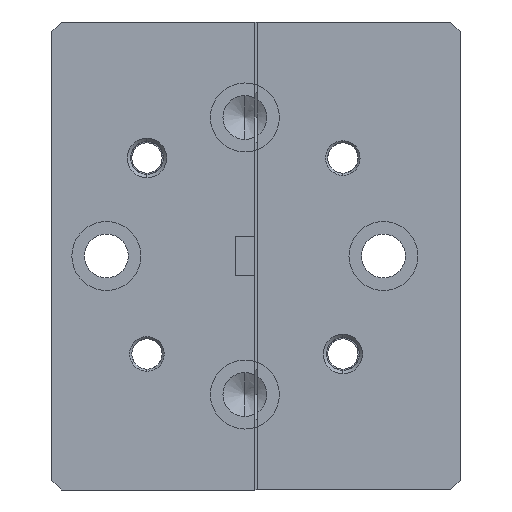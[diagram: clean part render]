
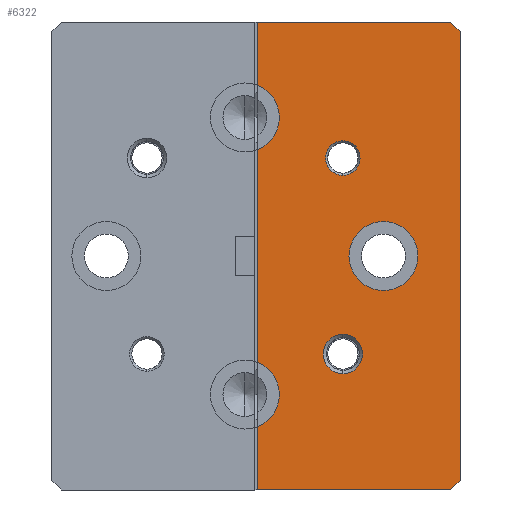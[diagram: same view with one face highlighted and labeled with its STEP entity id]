
A CAD part, left-side view. The second image highlights one B-rep face of the part: STEP entity #6322.
In plain terms, the highlighted planar face has unit normal (-1, 0, 0).
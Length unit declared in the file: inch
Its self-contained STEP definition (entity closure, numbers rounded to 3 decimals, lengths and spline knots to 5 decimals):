
#4 = CIRCLE ( 'NONE', #230, 0.07 ) ;
#47 = VERTEX_POINT ( 'NONE', #5919 ) ;
#71 = LINE ( 'NONE', #7214, #2369 ) ;
#121 = CIRCLE ( 'NONE', #4275, 0.07 ) ;
#149 = VECTOR ( 'NONE', #5860, 39.37008 ) ;
#191 = CARTESIAN_POINT ( 'NONE',  ( -0.9086, 1.66763, 2.24715 ) ) ;
#199 = VERTEX_POINT ( 'NONE', #6418 ) ;
#230 = AXIS2_PLACEMENT_3D ( 'NONE', #7750, #3438, #1710 ) ;
#670 = VECTOR ( 'NONE', #2349, 39.37008 ) ;
#684 = VECTOR ( 'NONE', #4610, 39.37008 ) ;
#692 = CIRCLE ( 'NONE', #7807, 0.04 ) ;
#735 = VERTEX_POINT ( 'NONE', #5643 ) ;
#823 = AXIS2_PLACEMENT_3D ( 'NONE', #1149, #3620, #9820 ) ;
#864 = LINE ( 'NONE', #4173, #9798 ) ;
#868 = CARTESIAN_POINT ( 'NONE',  ( -0.9086, 1.90576, 2.52328 ) ) ;
#1149 = CARTESIAN_POINT ( 'NONE',  ( -0.9086, 1.66763, 3.19715 ) ) ;
#1206 = CARTESIAN_POINT ( 'NONE',  ( -0.9086, 1.90576, 2.92102 ) ) ;
#1325 = DIRECTION ( 'NONE',  ( -1., 0., 0. ) ) ;
#1350 = FACE_BOUND ( 'NONE', #10673, .T. ) ;
#1351 = DIRECTION ( 'NONE',  ( -1., 0., 0. ) ) ;
#1388 = EDGE_CURVE ( 'NONE', #1437, #47, #2267, .T. ) ;
#1414 = CARTESIAN_POINT ( 'NONE',  ( -0.9086, 1.68763, 2.24715 ) ) ;
#1437 = VERTEX_POINT ( 'NONE', #10295 ) ;
#1490 = CARTESIAN_POINT ( 'NONE',  ( -0.9086, 2.07963, 2.37552 ) ) ;
#1572 = ORIENTED_EDGE ( 'NONE', *, *, #10663, .T. ) ;
#1710 = DIRECTION ( 'NONE',  ( 0., 0., 1. ) ) ;
#1723 = EDGE_CURVE ( 'NONE', #3125, #5269, #4758, .T. ) ;
#1875 = CARTESIAN_POINT ( 'NONE',  ( -0.9086, 2.07963, 3.19715 ) ) ;
#2061 = CIRCLE ( 'NONE', #10483, 0.035 ) ;
#2267 = CIRCLE ( 'NONE', #7362, 0.07 ) ;
#2315 = CARTESIAN_POINT ( 'NONE',  ( -0.9086, 1.66763, 2.26715 ) ) ;
#2317 = DIRECTION ( 'NONE',  ( -1., 0., 0. ) ) ;
#2349 = DIRECTION ( 'NONE',  ( 0., 0.707, -0.707 ) ) ;
#2361 = EDGE_CURVE ( 'NONE', #5519, #8588, #9103, .T. ) ;
#2369 = VECTOR ( 'NONE', #4776, 39.37008 ) ;
#2401 = CARTESIAN_POINT ( 'NONE',  ( -0.9086, 2.10463, 3.0034 ) ) ;
#2419 = VECTOR ( 'NONE', #5481, 39.37008 ) ;
#2568 = ORIENTED_EDGE ( 'NONE', *, *, #2361, .F. ) ;
#2665 = AXIS2_PLACEMENT_3D ( 'NONE', #868, #8650, #9531 ) ;
#3008 = LINE ( 'NONE', #10632, #5200 ) ;
#3042 = VERTEX_POINT ( 'NONE', #1875 ) ;
#3125 = VERTEX_POINT ( 'NONE', #8208 ) ;
#3352 = ORIENTED_EDGE ( 'NONE', *, *, #7889, .F. ) ;
#3438 = DIRECTION ( 'NONE',  ( -1., 0., 0. ) ) ;
#3526 = FACE_BOUND ( 'NONE', #5147, .T. ) ;
#3608 = AXIS2_PLACEMENT_3D ( 'NONE', #6542, #1351, #7414 ) ;
#3620 = DIRECTION ( 'NONE',  ( 1., 0., 0. ) ) ;
#3624 = EDGE_CURVE ( 'NONE', #3042, #10133, #3008, .T. ) ;
#3852 = ORIENTED_EDGE ( 'NONE', *, *, #1723, .F. ) ;
#3906 = EDGE_LOOP ( 'NONE', ( #6993, #2568 ) ) ;
#3928 = VERTEX_POINT ( 'NONE', #6045 ) ;
#3957 = DIRECTION ( 'NONE',  ( 0., 0., 1. ) ) ;
#4020 = ORIENTED_EDGE ( 'NONE', *, *, #4661, .F. ) ;
#4035 = CARTESIAN_POINT ( 'NONE',  ( -0.9086, 2.10463, 2.4409 ) ) ;
#4058 = DIRECTION ( 'NONE',  ( 0., 0., 1. ) ) ;
#4125 = DIRECTION ( 'NONE',  ( -1., 0., 0. ) ) ;
#4173 = CARTESIAN_POINT ( 'NONE',  ( -0.9086, 2.07963, 2.72215 ) ) ;
#4174 = DIRECTION ( 'NONE',  ( 0., -0.707, -0.707 ) ) ;
#4258 = DIRECTION ( 'NONE',  ( 0., 0., -1. ) ) ;
#4275 = AXIS2_PLACEMENT_3D ( 'NONE', #4035, #2317, #6561 ) ;
#4610 = DIRECTION ( 'NONE',  ( 0., -1., 0. ) ) ;
#4661 = EDGE_CURVE ( 'NONE', #199, #3928, #5599, .T. ) ;
#4664 = DIRECTION ( 'NONE',  ( 0., -1., 0. ) ) ;
#4728 = VERTEX_POINT ( 'NONE', #1490 ) ;
#4758 = LINE ( 'NONE', #8934, #2419 ) ;
#4776 = DIRECTION ( 'NONE',  ( 0., 0., -1. ) ) ;
#4952 = ORIENTED_EDGE ( 'NONE', *, *, #3624, .F. ) ;
#5082 = CARTESIAN_POINT ( 'NONE',  ( -0.9086, 1.90576, 2.48328 ) ) ;
#5093 = EDGE_CURVE ( 'NONE', #4728, #5368, #71, .T. ) ;
#5147 = EDGE_LOOP ( 'NONE', ( #5749, #4020 ) ) ;
#5200 = VECTOR ( 'NONE', #4664, 39.37008 ) ;
#5265 = VECTOR ( 'NONE', #4174, 39.37008 ) ;
#5269 = VERTEX_POINT ( 'NONE', #2315 ) ;
#5335 = PLANE ( 'NONE',  #823 ) ;
#5368 = VERTEX_POINT ( 'NONE', #6750 ) ;
#5481 = DIRECTION ( 'NONE',  ( 0., 0., -1. ) ) ;
#5519 = VERTEX_POINT ( 'NONE', #7350 ) ;
#5599 = CIRCLE ( 'NONE', #3608, 0.07 ) ;
#5643 = CARTESIAN_POINT ( 'NONE',  ( -0.9086, 1.90576, 2.56328 ) ) ;
#5749 = ORIENTED_EDGE ( 'NONE', *, *, #6280, .F. ) ;
#5805 = EDGE_CURVE ( 'NONE', #8588, #5519, #2061, .T. ) ;
#5860 = DIRECTION ( 'NONE',  ( 0., 0., -1. ) ) ;
#5898 = DIRECTION ( 'NONE',  ( 0., 0., 1. ) ) ;
#5919 = CARTESIAN_POINT ( 'NONE',  ( -0.9086, 2.07963, 3.06878 ) ) ;
#6045 = CARTESIAN_POINT ( 'NONE',  ( -0.9086, 1.82338, 2.79215 ) ) ;
#6117 = VERTEX_POINT ( 'NONE', #5082 ) ;
#6150 = EDGE_CURVE ( 'NONE', #3042, #47, #864, .T. ) ;
#6225 = FACE_OUTER_BOUND ( 'NONE', #10954, .T. ) ;
#6272 = AXIS2_PLACEMENT_3D ( 'NONE', #1206, #9878, #10758 ) ;
#6280 = EDGE_CURVE ( 'NONE', #3928, #199, #4, .T. ) ;
#6322 = ADVANCED_FACE ( 'NONE', ( #6225, #3526, #10576, #1350 ), #5335, .F. ) ;
#6418 = CARTESIAN_POINT ( 'NONE',  ( -0.9086, 1.82338, 2.65215 ) ) ;
#6420 = ORIENTED_EDGE ( 'NONE', *, *, #6150, .T. ) ;
#6517 = CARTESIAN_POINT ( 'NONE',  ( -0.9086, 1.90576, 2.92102 ) ) ;
#6542 = CARTESIAN_POINT ( 'NONE',  ( -0.9086, 1.82338, 2.72215 ) ) ;
#6561 = DIRECTION ( 'NONE',  ( 0., 0., 1. ) ) ;
#6607 = EDGE_CURVE ( 'NONE', #4728, #10396, #121, .T. ) ;
#6648 = EDGE_CURVE ( 'NONE', #5269, #8464, #7446, .T. ) ;
#6750 = CARTESIAN_POINT ( 'NONE',  ( -0.9086, 2.07963, 2.24715 ) ) ;
#6828 = CARTESIAN_POINT ( 'NONE',  ( -0.9086, 1.90576, 2.95602 ) ) ;
#6942 = CIRCLE ( 'NONE', #2665, 0.04 ) ;
#6993 = ORIENTED_EDGE ( 'NONE', *, *, #5805, .F. ) ;
#7092 = ORIENTED_EDGE ( 'NONE', *, *, #9439, .F. ) ;
#7214 = CARTESIAN_POINT ( 'NONE',  ( -0.9086, 2.07963, 2.72215 ) ) ;
#7350 = CARTESIAN_POINT ( 'NONE',  ( -0.9086, 1.90576, 2.88602 ) ) ;
#7362 = AXIS2_PLACEMENT_3D ( 'NONE', #2401, #4125, #5898 ) ;
#7414 = DIRECTION ( 'NONE',  ( 0., 0., 1. ) ) ;
#7446 = LINE ( 'NONE', #10123, #670 ) ;
#7549 = CARTESIAN_POINT ( 'NONE',  ( -0.9086, 2.07963, 2.72215 ) ) ;
#7750 = CARTESIAN_POINT ( 'NONE',  ( -0.9086, 1.82338, 2.72215 ) ) ;
#7807 = AXIS2_PLACEMENT_3D ( 'NONE', #9237, #8387, #4058 ) ;
#7889 = EDGE_CURVE ( 'NONE', #10133, #3125, #10955, .T. ) ;
#8137 = ORIENTED_EDGE ( 'NONE', *, *, #6607, .F. ) ;
#8208 = CARTESIAN_POINT ( 'NONE',  ( -0.9086, 1.66763, 3.17715 ) ) ;
#8387 = DIRECTION ( 'NONE',  ( -1., 0., 0. ) ) ;
#8464 = VERTEX_POINT ( 'NONE', #1414 ) ;
#8588 = VERTEX_POINT ( 'NONE', #6828 ) ;
#8650 = DIRECTION ( 'NONE',  ( -1., 0., 0. ) ) ;
#8934 = CARTESIAN_POINT ( 'NONE',  ( -0.9086, 1.66763, 3.19715 ) ) ;
#9050 = ORIENTED_EDGE ( 'NONE', *, *, #9206, .F. ) ;
#9103 = CIRCLE ( 'NONE', #6272, 0.035 ) ;
#9168 = ORIENTED_EDGE ( 'NONE', *, *, #6648, .F. ) ;
#9206 = EDGE_CURVE ( 'NONE', #735, #6117, #692, .T. ) ;
#9237 = CARTESIAN_POINT ( 'NONE',  ( -0.9086, 1.90576, 2.52328 ) ) ;
#9249 = CARTESIAN_POINT ( 'NONE',  ( -0.9086, 2.07963, 2.50628 ) ) ;
#9352 = CARTESIAN_POINT ( 'NONE',  ( -0.9086, 1.66763, 3.17715 ) ) ;
#9439 = EDGE_CURVE ( 'NONE', #6117, #735, #6942, .T. ) ;
#9531 = DIRECTION ( 'NONE',  ( 0., 0., 1. ) ) ;
#9701 = CARTESIAN_POINT ( 'NONE',  ( -0.9086, 1.68763, 3.19715 ) ) ;
#9798 = VECTOR ( 'NONE', #4258, 39.37008 ) ;
#9820 = DIRECTION ( 'NONE',  ( 0., 1., 0. ) ) ;
#9864 = EDGE_CURVE ( 'NONE', #1437, #10396, #10055, .T. ) ;
#9878 = DIRECTION ( 'NONE',  ( -1., 0., 0. ) ) ;
#10002 = ORIENTED_EDGE ( 'NONE', *, *, #9864, .T. ) ;
#10032 = LINE ( 'NONE', #191, #684 ) ;
#10055 = LINE ( 'NONE', #7549, #149 ) ;
#10123 = CARTESIAN_POINT ( 'NONE',  ( -0.9086, 1.66763, 2.26715 ) ) ;
#10133 = VERTEX_POINT ( 'NONE', #9701 ) ;
#10295 = CARTESIAN_POINT ( 'NONE',  ( -0.9086, 2.07963, 2.93802 ) ) ;
#10396 = VERTEX_POINT ( 'NONE', #9249 ) ;
#10483 = AXIS2_PLACEMENT_3D ( 'NONE', #6517, #1325, #3957 ) ;
#10536 = ORIENTED_EDGE ( 'NONE', *, *, #1388, .F. ) ;
#10576 = FACE_BOUND ( 'NONE', #3906, .T. ) ;
#10632 = CARTESIAN_POINT ( 'NONE',  ( -0.9086, 1.66763, 3.19715 ) ) ;
#10663 = EDGE_CURVE ( 'NONE', #5368, #8464, #10032, .T. ) ;
#10673 = EDGE_LOOP ( 'NONE', ( #9050, #7092 ) ) ;
#10758 = DIRECTION ( 'NONE',  ( 0., 0., 1. ) ) ;
#10954 = EDGE_LOOP ( 'NONE', ( #10536, #10002, #8137, #10965, #1572, #9168, #3852, #3352, #4952, #6420 ) ) ;
#10955 = LINE ( 'NONE', #9352, #5265 ) ;
#10965 = ORIENTED_EDGE ( 'NONE', *, *, #5093, .T. ) ;
